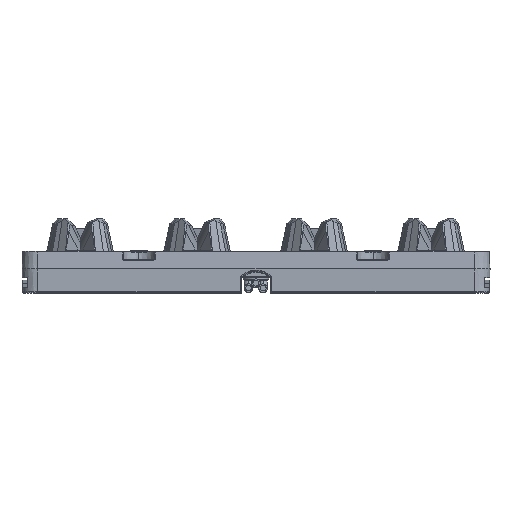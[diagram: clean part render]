
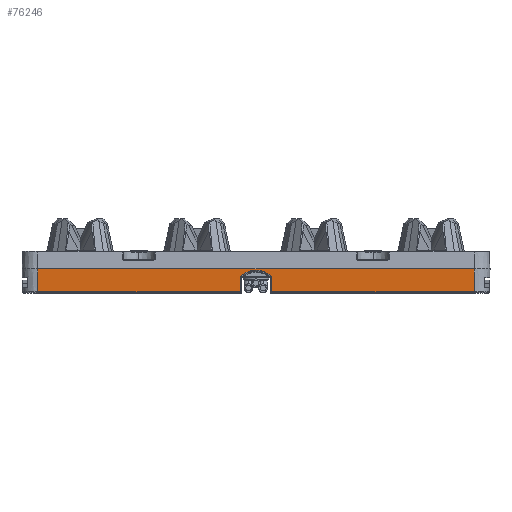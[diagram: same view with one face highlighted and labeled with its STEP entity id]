
A CAD part, top view. The second image highlights one B-rep face of the part: STEP entity #76246.
In plain terms, the highlighted planar face has unit normal (0, -0.035, 0.999).
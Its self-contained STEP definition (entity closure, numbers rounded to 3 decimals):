
#1035 = CARTESIAN_POINT ( 'NONE',  ( 0., -10.355, 59.796 ) ) ;
#1467 = AXIS2_PLACEMENT_3D ( 'NONE', #73949, #163827, #86873 ) ;
#2150 = LINE ( 'NONE', #162690, #62453 ) ;
#4125 = CARTESIAN_POINT ( 'NONE',  ( 3.707, -6.255, 59.939 ) ) ;
#4688 = CARTESIAN_POINT ( 'NONE',  ( 3.46, -6.021, 59.947 ) ) ;
#5311 = CARTESIAN_POINT ( 'NONE',  ( -3.46, -6.021, 59.947 ) ) ;
#5750 = CARTESIAN_POINT ( 'NONE',  ( -3.793, -6.353, 59.935 ) ) ;
#6360 = ORIENTED_EDGE ( 'NONE', *, *, #27953, .F. ) ;
#8180 = CARTESIAN_POINT ( 'NONE',  ( 56., -7.428, 59.898 ) ) ;
#8752 = DIRECTION ( 'NONE',  ( -1., 0., 0. ) ) ;
#9640 = CARTESIAN_POINT ( 'NONE',  ( 3.707, -6.255, 59.939 ) ) ;
#10767 = CARTESIAN_POINT ( 'NONE',  ( 3.793, -6.353, 59.935 ) ) ;
#15682 = LINE ( 'NONE', #122048, #148409 ) ;
#17788 = VERTEX_POINT ( 'NONE', #91892 ) ;
#18692 = CARTESIAN_POINT ( 'NONE',  ( -3.861, -6.536, 59.929 ) ) ;
#19922 = ORIENTED_EDGE ( 'NONE', *, *, #106958, .F. ) ;
#23635 = CARTESIAN_POINT ( 'NONE',  ( 3.707, -6.255, 59.939 ) ) ;
#26997 = EDGE_CURVE ( 'NONE', #51816, #45235, #54278, .T. ) ;
#27245 = CARTESIAN_POINT ( 'NONE',  ( 3.864, -6.601, 59.927 ) ) ;
#27953 = EDGE_CURVE ( 'NONE', #46520, #28323, #112675, .T. ) ;
#28323 = VERTEX_POINT ( 'NONE', #79899 ) ;
#30558 = CARTESIAN_POINT ( 'NONE',  ( 2.615, -5.445, 59.967 ) ) ;
#32114 = DIRECTION ( 'NONE',  ( 0., 0.999, 0.035 ) ) ;
#33218 = LINE ( 'NONE', #1035, #71414 ) ;
#34038 = DIRECTION ( 'NONE',  ( 0., 0.999, 0.035 ) ) ;
#37153 = VECTOR ( 'NONE', #52001, 1000. ) ;
#38802 = EDGE_CURVE ( 'NONE', #69752, #17788, #15682, .T. ) ;
#41650 = ORIENTED_EDGE ( 'NONE', *, *, #76562, .F. ) ;
#43479 = CARTESIAN_POINT ( 'NONE',  ( 1.678, -5.038, 59.981 ) ) ;
#43568 = CARTESIAN_POINT ( 'NONE',  ( -0.681, -4.814, 59.989 ) ) ;
#45235 = VERTEX_POINT ( 'NONE', #157690 ) ;
#45539 = EDGE_CURVE ( 'NONE', #94501, #62143, #105518, .T. ) ;
#46520 = VERTEX_POINT ( 'NONE', #76314 ) ;
#51418 = EDGE_CURVE ( 'NONE', #138233, #45235, #33218, .T. ) ;
#51816 = VERTEX_POINT ( 'NONE', #27245 ) ;
#52001 = DIRECTION ( 'NONE',  ( 0.035, 0.999, 0.035 ) ) ;
#54278 = LINE ( 'NONE', #57873, #84434 ) ;
#56388 = CARTESIAN_POINT ( 'NONE',  ( 0.681, -4.814, 59.989 ) ) ;
#56468 = CARTESIAN_POINT ( 'NONE',  ( -1.35, -4.942, 59.985 ) ) ;
#57873 = CARTESIAN_POINT ( 'NONE',  ( 3.93, -8.489, 59.861 ) ) ;
#61023 = PLANE ( 'NONE',  #1467 ) ;
#62143 = VERTEX_POINT ( 'NONE', #109661 ) ;
#62307 = ORIENTED_EDGE ( 'NONE', *, *, #130670, .T. ) ;
#62453 = VECTOR ( 'NONE', #8752, 1000. ) ;
#63469 = ORIENTED_EDGE ( 'NONE', *, *, #51418, .F. ) ;
#64880 = CARTESIAN_POINT ( 'NONE',  ( -3.93, -8.489, 59.861 ) ) ;
#68799 = EDGE_LOOP ( 'NONE', ( #63469, #62307, #150047, #150592, #122957, #148323, #19922, #6360, #41650, #124866, #125401 ) ) ;
#69314 = CARTESIAN_POINT ( 'NONE',  ( 0., -4.782, 59.99 ) ) ;
#69395 = CARTESIAN_POINT ( 'NONE',  ( -2.311, -5.289, 59.972 ) ) ;
#69752 = VERTEX_POINT ( 'NONE', #127668 ) ;
#70830 = DIRECTION ( 'NONE',  ( 0.035, -0.999, -0.035 ) ) ;
#71414 = VECTOR ( 'NONE', #90915, 1000. ) ;
#73236 = VECTOR ( 'NONE', #73259, 1000. ) ;
#73259 = DIRECTION ( 'NONE',  ( -1., 0., 0. ) ) ;
#73949 = CARTESIAN_POINT ( 'NONE',  ( -56., -10.355, 59.796 ) ) ;
#74832 = CARTESIAN_POINT ( 'NONE',  ( 3.864, -6.601, 59.927 ) ) ;
#76246 = ADVANCED_FACE ( 'NONE', ( #158468 ), #61023, .F. ) ;
#76314 = CARTESIAN_POINT ( 'NONE',  ( 0., -4.782, 59.99 ) ) ;
#76562 = EDGE_CURVE ( 'NONE', #118868, #46520, #138614, .T. ) ;
#79899 = CARTESIAN_POINT ( 'NONE',  ( -3.707, -6.255, 59.939 ) ) ;
#81101 = CARTESIAN_POINT ( 'NONE',  ( -3.707, -6.255, 59.939 ) ) ;
#82316 = CARTESIAN_POINT ( 'NONE',  ( -3.19, -5.811, 59.954 ) ) ;
#83625 = B_SPLINE_CURVE_WITH_KNOTS ( 'NONE', 3,
 ( #81101, #146809, #5750, #95689, #18692, #108577 ),
 .UNSPECIFIED., .F., .F.,
 ( 4, 2, 4 ),
 ( 0., 0.5, 1. ),
 .UNSPECIFIED. ) ;
#84434 = VECTOR ( 'NONE', #70830, 1000. ) ;
#86873 = DIRECTION ( 'NONE',  ( 0., 0.999, 0.035 ) ) ;
#87727 = CARTESIAN_POINT ( 'NONE',  ( 3.846, -6.472, 59.931 ) ) ;
#90915 = DIRECTION ( 'NONE',  ( -1., 0., 0. ) ) ;
#91892 = CARTESIAN_POINT ( 'NONE',  ( -56., -4.5, 60. ) ) ;
#94301 = EDGE_CURVE ( 'NONE', #94501, #69752, #153728, .T. ) ;
#94501 = VERTEX_POINT ( 'NONE', #154691 ) ;
#95279 = CARTESIAN_POINT ( 'NONE',  ( -3.707, -6.255, 59.939 ) ) ;
#95689 = CARTESIAN_POINT ( 'NONE',  ( -3.846, -6.472, 59.931 ) ) ;
#100673 = CARTESIAN_POINT ( 'NONE',  ( 3.754, -6.3, 59.937 ) ) ;
#102301 = B_SPLINE_CURVE_WITH_KNOTS ( 'NONE', 3,
 ( #74832, #138883, #87727, #10767, #100673, #23635 ),
 .UNSPECIFIED., .F., .F.,
 ( 4, 2, 4 ),
 ( 0., 0.5, 1. ),
 .UNSPECIFIED. ) ;
#102471 = CARTESIAN_POINT ( 'NONE',  ( 56., -10.355, 59.796 ) ) ;
#105518 = LINE ( 'NONE', #64880, #37153 ) ;
#106958 = EDGE_CURVE ( 'NONE', #28323, #62143, #83625, .T. ) ;
#107534 = CARTESIAN_POINT ( 'NONE',  ( 3.19, -5.811, 59.954 ) ) ;
#108577 = CARTESIAN_POINT ( 'NONE',  ( -3.864, -6.601, 59.927 ) ) ;
#109661 = CARTESIAN_POINT ( 'NONE',  ( -3.864, -6.601, 59.927 ) ) ;
#112202 = EDGE_CURVE ( 'NONE', #162930, #17788, #2150, .T. ) ;
#112675 = B_SPLINE_CURVE_WITH_KNOTS ( 'NONE', 3,
 ( #133508, #158750, #43568, #56468, #146348, #69395, #159324, #82316, #5311, #95279 ),
 .UNSPECIFIED., .F., .F.,
 ( 4, 2, 2, 2, 4 ),
 ( 0., 0.25, 0.5, 0.75, 1. ),
 .UNSPECIFIED. ) ;
#118868 = VERTEX_POINT ( 'NONE', #9640 ) ;
#119091 = VECTOR ( 'NONE', #34038, 1000. ) ;
#120466 = CARTESIAN_POINT ( 'NONE',  ( 2.311, -5.289, 59.972 ) ) ;
#122048 = CARTESIAN_POINT ( 'NONE',  ( -56., -7.428, 59.898 ) ) ;
#122957 = ORIENTED_EDGE ( 'NONE', *, *, #94301, .F. ) ;
#123141 = LINE ( 'NONE', #8180, #119091 ) ;
#124328 = EDGE_CURVE ( 'NONE', #51816, #118868, #102301, .T. ) ;
#124866 = ORIENTED_EDGE ( 'NONE', *, *, #124328, .F. ) ;
#125401 = ORIENTED_EDGE ( 'NONE', *, *, #26997, .T. ) ;
#127668 = CARTESIAN_POINT ( 'NONE',  ( -56., -10.355, 59.796 ) ) ;
#130670 = EDGE_CURVE ( 'NONE', #138233, #162930, #123141, .T. ) ;
#132962 = CARTESIAN_POINT ( 'NONE',  ( 56., -4.5, 60. ) ) ;
#133421 = CARTESIAN_POINT ( 'NONE',  ( 1.35, -4.942, 59.985 ) ) ;
#133508 = CARTESIAN_POINT ( 'NONE',  ( 0., -4.782, 59.99 ) ) ;
#137334 = CARTESIAN_POINT ( 'NONE',  ( 0., -10.355, 59.796 ) ) ;
#138233 = VERTEX_POINT ( 'NONE', #102471 ) ;
#138614 = B_SPLINE_CURVE_WITH_KNOTS ( 'NONE', 3,
 ( #4125, #4688, #107534, #30558, #120466, #43479, #133421, #56388, #146271, #69314 ),
 .UNSPECIFIED., .F., .F.,
 ( 4, 2, 2, 2, 4 ),
 ( 0., 0.25, 0.5, 0.75, 1. ),
 .UNSPECIFIED. ) ;
#138883 = CARTESIAN_POINT ( 'NONE',  ( 3.861, -6.536, 59.929 ) ) ;
#146271 = CARTESIAN_POINT ( 'NONE',  ( 0.34, -4.782, 59.99 ) ) ;
#146348 = CARTESIAN_POINT ( 'NONE',  ( -1.678, -5.038, 59.981 ) ) ;
#146809 = CARTESIAN_POINT ( 'NONE',  ( -3.754, -6.3, 59.937 ) ) ;
#148323 = ORIENTED_EDGE ( 'NONE', *, *, #45539, .T. ) ;
#148409 = VECTOR ( 'NONE', #32114, 1000. ) ;
#150047 = ORIENTED_EDGE ( 'NONE', *, *, #112202, .T. ) ;
#150592 = ORIENTED_EDGE ( 'NONE', *, *, #38802, .F. ) ;
#153728 = LINE ( 'NONE', #137334, #73236 ) ;
#154691 = CARTESIAN_POINT ( 'NONE',  ( -3.995, -10.355, 59.796 ) ) ;
#157690 = CARTESIAN_POINT ( 'NONE',  ( 3.995, -10.355, 59.796 ) ) ;
#158468 = FACE_OUTER_BOUND ( 'NONE', #68799, .T. ) ;
#158750 = CARTESIAN_POINT ( 'NONE',  ( -0.34, -4.782, 59.99 ) ) ;
#159324 = CARTESIAN_POINT ( 'NONE',  ( -2.615, -5.445, 59.967 ) ) ;
#162690 = CARTESIAN_POINT ( 'NONE',  ( 0., -4.5, 60. ) ) ;
#162930 = VERTEX_POINT ( 'NONE', #132962 ) ;
#163827 = DIRECTION ( 'NONE',  ( 0., 0.035, -0.999 ) ) ;
